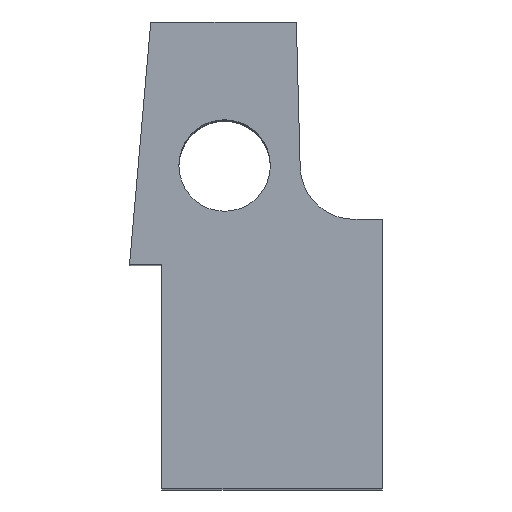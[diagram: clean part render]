
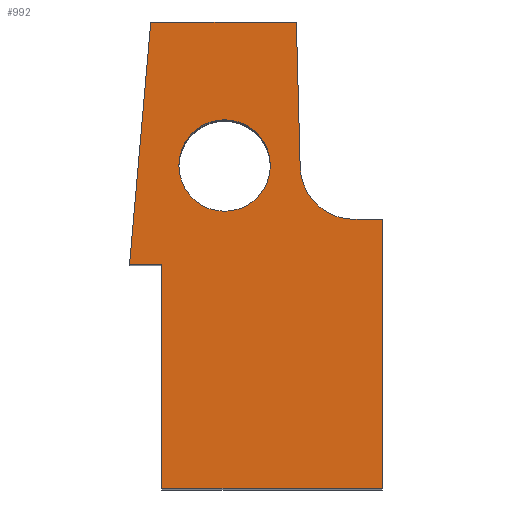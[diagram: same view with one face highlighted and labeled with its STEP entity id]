
A CAD part, top view. The second image highlights one B-rep face of the part: STEP entity #992.
In plain terms, the highlighted planar face has unit normal (0, 0, 1).
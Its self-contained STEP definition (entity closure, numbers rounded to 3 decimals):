
#41 = CARTESIAN_POINT ( 'NONE',  ( 0., 0., 25.5 ) ) ;
#42 = DIRECTION ( 'NONE',  ( 0., 0., 1. ) ) ;
#43 = DIRECTION ( 'NONE',  ( 1., 0., 0. ) ) ;
#71 = EDGE_CURVE ( 'NONE', #1505, #1464, #550, .T. ) ;
#115 = EDGE_LOOP ( 'NONE', ( #274, #340, #503, #328, #316, #324, #311, #500, #309 ) ) ;
#120 = EDGE_LOOP ( 'NONE', ( #307, #336 ) ) ;
#274 = ORIENTED_EDGE ( 'NONE', *, *, #1107, .F. ) ;
#307 = ORIENTED_EDGE ( 'NONE', *, *, #1140, .F. ) ;
#309 = ORIENTED_EDGE ( 'NONE', *, *, #71, .F. ) ;
#311 = ORIENTED_EDGE ( 'NONE', *, *, #1139, .T. ) ;
#316 = ORIENTED_EDGE ( 'NONE', *, *, #1125, .T. ) ;
#324 = ORIENTED_EDGE ( 'NONE', *, *, #1128, .T. ) ;
#328 = ORIENTED_EDGE ( 'NONE', *, *, #1123, .T. ) ;
#336 = ORIENTED_EDGE ( 'NONE', *, *, #1164, .F. ) ;
#340 = ORIENTED_EDGE ( 'NONE', *, *, #1117, .T. ) ;
#401 = VECTOR ( 'NONE', #806, 1000. ) ;
#500 = ORIENTED_EDGE ( 'NONE', *, *, #1127, .F. ) ;
#501 = FACE_BOUND ( 'NONE', #120, .T. ) ;
#503 = ORIENTED_EDGE ( 'NONE', *, *, #1114, .T. ) ;
#539 = VECTOR ( 'NONE', #832, 1000. ) ;
#541 = VECTOR ( 'NONE', #854, 1000. ) ;
#542 = LINE ( 'NONE', #831, #539 ) ;
#546 = FACE_OUTER_BOUND ( 'NONE', #115, .T. ) ;
#547 = LINE ( 'NONE', #853, #541 ) ;
#550 = LINE ( 'NONE', #821, #401 ) ;
#553 = VECTOR ( 'NONE', #841, 1000. ) ;
#567 = LINE ( 'NONE', #846, #553 ) ;
#576 = VECTOR ( 'NONE', #876, 1000. ) ;
#582 = LINE ( 'NONE', #863, #625 ) ;
#583 = VECTOR ( 'NONE', #872, 1000. ) ;
#586 = LINE ( 'NONE', #871, #583 ) ;
#587 = VECTOR ( 'NONE', #868, 1000. ) ;
#590 = LINE ( 'NONE', #867, #587 ) ;
#594 = LINE ( 'NONE', #858, #576 ) ;
#601 = CIRCLE ( 'NONE', #1265, 2.55 ) ;
#602 = CIRCLE ( 'NONE', #1266, 3. ) ;
#625 = VECTOR ( 'NONE', #878, 1000. ) ;
#699 = CIRCLE ( 'NONE', #1286, 2.55 ) ;
#806 = DIRECTION ( 'NONE',  ( 1., 0., 0. ) ) ;
#821 = CARTESIAN_POINT ( 'NONE',  ( 0., 8., 25.5 ) ) ;
#831 = CARTESIAN_POINT ( 'NONE',  ( -4.782, 0.418, 25.5 ) ) ;
#832 = DIRECTION ( 'NONE',  ( 0.087, 0.996, 0. ) ) ;
#841 = DIRECTION ( 'NONE',  ( 0., -1., 0. ) ) ;
#846 = CARTESIAN_POINT ( 'NONE',  ( -3.5, 0., 25.5 ) ) ;
#853 = CARTESIAN_POINT ( 'NONE',  ( 0., -5.5, 25.5 ) ) ;
#854 = DIRECTION ( 'NONE',  ( 1., 0., 0. ) ) ;
#858 = CARTESIAN_POINT ( 'NONE',  ( 4.207, 0.11, 25.5 ) ) ;
#863 = CARTESIAN_POINT ( 'NONE',  ( 0., -3., 25.5 ) ) ;
#867 = CARTESIAN_POINT ( 'NONE',  ( 0., -18., 25.5 ) ) ;
#868 = DIRECTION ( 'NONE',  ( 1., 0., 0. ) ) ;
#871 = CARTESIAN_POINT ( 'NONE',  ( 8.8, 0., 25.5 ) ) ;
#872 = DIRECTION ( 'NONE',  ( 0., 1., 0. ) ) ;
#876 = DIRECTION ( 'NONE',  ( 0.026, -1., 0. ) ) ;
#878 = DIRECTION ( 'NONE',  ( -1., 0., 0. ) ) ;
#899 = CARTESIAN_POINT ( 'NONE',  ( 7.211, 0., 25.5 ) ) ;
#900 = DIRECTION ( 'NONE',  ( 0., 0., -1. ) ) ;
#901 = DIRECTION ( 'NONE',  ( 1., 0., 0. ) ) ;
#902 = CARTESIAN_POINT ( 'NONE',  ( 0., 0., 25.5 ) ) ;
#903 = DIRECTION ( 'NONE',  ( 0., 0., 1. ) ) ;
#904 = DIRECTION ( 'NONE',  ( 1., 0., 0. ) ) ;
#992 = ADVANCED_FACE ( 'NONE', ( #501, #546 ), #1041, .T. ) ;
#1038 = DIRECTION ( 'NONE',  ( 0., 0., 1. ) ) ;
#1039 = CARTESIAN_POINT ( 'NONE',  ( 0., 0., 25.5 ) ) ;
#1041 = PLANE ( 'NONE',  #1259 ) ;
#1043 = DIRECTION ( 'NONE',  ( 1., 0., 0. ) ) ;
#1107 = EDGE_CURVE ( 'NONE', #1435, #1505, #542, .T. ) ;
#1114 = EDGE_CURVE ( 'NONE', #1418, #1430, #567, .T. ) ;
#1117 = EDGE_CURVE ( 'NONE', #1435, #1418, #547, .T. ) ;
#1123 = EDGE_CURVE ( 'NONE', #1430, #1455, #590, .T. ) ;
#1125 = EDGE_CURVE ( 'NONE', #1455, #1494, #586, .T. ) ;
#1127 = EDGE_CURVE ( 'NONE', #1464, #1478, #594, .T. ) ;
#1128 = EDGE_CURVE ( 'NONE', #1494, #1500, #582, .T. ) ;
#1139 = EDGE_CURVE ( 'NONE', #1500, #1478, #602, .T. ) ;
#1140 = EDGE_CURVE ( 'NONE', #1490, #1458, #601, .T. ) ;
#1164 = EDGE_CURVE ( 'NONE', #1458, #1490, #699, .T. ) ;
#1259 = AXIS2_PLACEMENT_3D ( 'NONE', #1039, #1038, #1043 ) ;
#1265 = AXIS2_PLACEMENT_3D ( 'NONE', #902, #903, #904 ) ;
#1266 = AXIS2_PLACEMENT_3D ( 'NONE', #899, #900, #901 ) ;
#1286 = AXIS2_PLACEMENT_3D ( 'NONE', #41, #42, #43 ) ;
#1341 = CARTESIAN_POINT ( 'NONE',  ( -3.5, -5.5, 25.5 ) ) ;
#1350 = CARTESIAN_POINT ( 'NONE',  ( -3.5, -18., 25.5 ) ) ;
#1355 = CARTESIAN_POINT ( 'NONE',  ( -5.3, -5.5, 25.5 ) ) ;
#1375 = CARTESIAN_POINT ( 'NONE',  ( 8.8, -18., 25.5 ) ) ;
#1418 = VERTEX_POINT ( 'NONE', #1341 ) ;
#1430 = VERTEX_POINT ( 'NONE', #1350 ) ;
#1435 = VERTEX_POINT ( 'NONE', #1355 ) ;
#1455 = VERTEX_POINT ( 'NONE', #1375 ) ;
#1458 = VERTEX_POINT ( 'NONE', #1643 ) ;
#1464 = VERTEX_POINT ( 'NONE', #1649 ) ;
#1478 = VERTEX_POINT ( 'NONE', #1661 ) ;
#1490 = VERTEX_POINT ( 'NONE', #1672 ) ;
#1494 = VERTEX_POINT ( 'NONE', #1676 ) ;
#1500 = VERTEX_POINT ( 'NONE', #1681 ) ;
#1505 = VERTEX_POINT ( 'NONE', #1686 ) ;
#1643 = CARTESIAN_POINT ( 'NONE',  ( -2.55, 0., 25.5 ) ) ;
#1649 = CARTESIAN_POINT ( 'NONE',  ( 4., 8., 25.5 ) ) ;
#1661 = CARTESIAN_POINT ( 'NONE',  ( 4.212, -0.079, 25.5 ) ) ;
#1672 = CARTESIAN_POINT ( 'NONE',  ( 2.55, 0., 25.5 ) ) ;
#1676 = CARTESIAN_POINT ( 'NONE',  ( 8.8, -3., 25.5 ) ) ;
#1681 = CARTESIAN_POINT ( 'NONE',  ( 7.211, -3., 25.5 ) ) ;
#1686 = CARTESIAN_POINT ( 'NONE',  ( -4.119, 8., 25.5 ) ) ;
